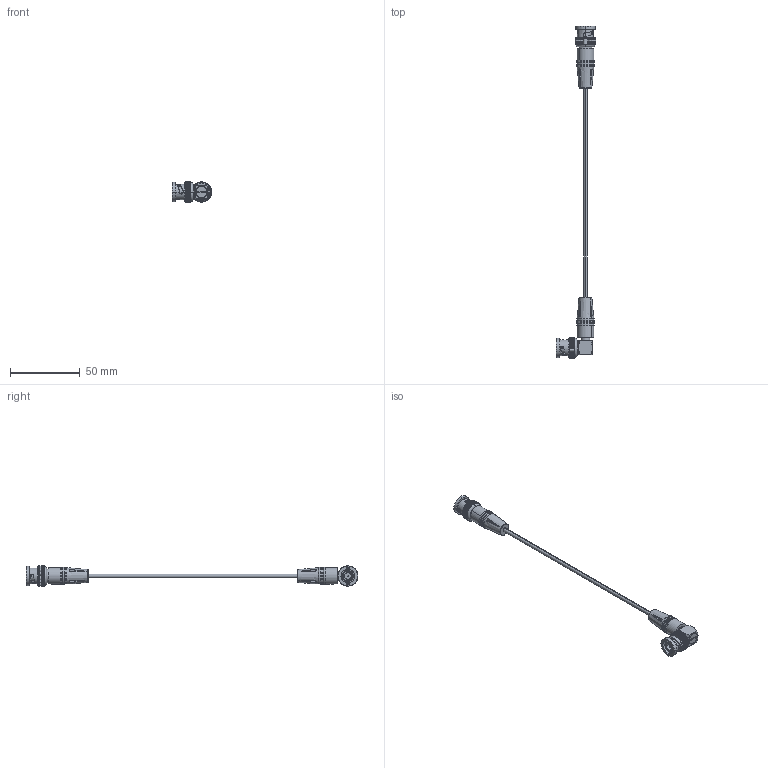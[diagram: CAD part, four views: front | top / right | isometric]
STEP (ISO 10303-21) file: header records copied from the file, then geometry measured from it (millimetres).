
FILE_DESCRIPTION (( 'STEP AP203' ), '1' );
FILE_NAME ('CC174-1HR.STEP', '2006-06-30T19:56:24', ( ' ' ), ( ' ' ), 'SwSTEP 2.0', 'SolidWorks 2005354', '' );
FILE_SCHEMA (( 'CONFIG_CONTROL_DESIGN' ));
Length unit declared in the file: inch
Products named in the file (7): BAC032_with flange; 3AB03-006; CC174-1HR; 3AB03-005; CONN-112178_with flange; MTN-019; RG174U
Assembly tree (7 placements, depth 3):
  CC174-1HR
    3AB03-005
      MTN-019
      CONN-112178_with flange
    RG174U
    3AB03-006
      BAC032_with flange
      MTN-019
Bounding box: 28.05 x 237.59 x 14.48 mm (x, y, z)
Volume: 9832.9 mm3; surface area: 9371.2 mm2
Topology: 5 solids, 5 shells, 1058 faces, 2901 edges, 1888 vertices
Faces by surface type: plane 489, cylinder 377, bspline 102, torus 66, sphere 16, cone 8
Entity records: 35390 total; most frequent: CARTESIAN_POINT 11775, ORIENTED_EDGE 4932, DIRECTION 4675, EDGE_CURVE 2466, VERTEX_POINT 1616, AXIS2_PLACEMENT_3D 1608, LINE 1459, VECTOR 1459
